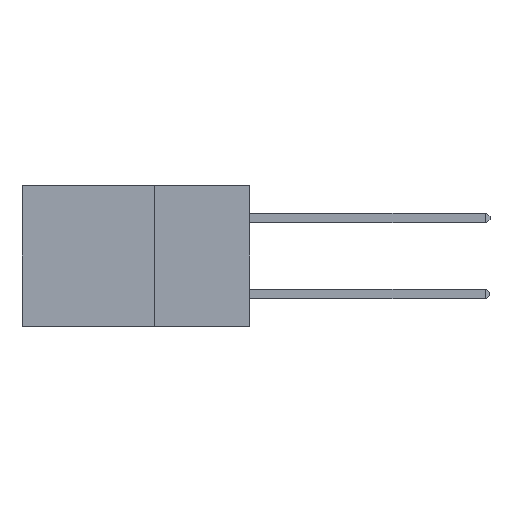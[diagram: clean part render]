
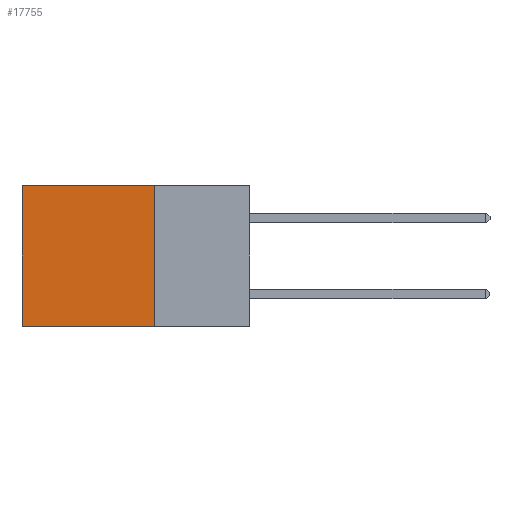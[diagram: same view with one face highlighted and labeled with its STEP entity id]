
A CAD part, left-side view. The second image highlights one B-rep face of the part: STEP entity #17755.
In plain terms, the highlighted planar face has unit normal (-1, 0, 0).
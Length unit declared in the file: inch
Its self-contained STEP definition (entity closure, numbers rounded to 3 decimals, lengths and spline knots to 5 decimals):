
#108 = CARTESIAN_POINT ( 'NONE',  ( 0.2875, 0.6, -0.37 ) ) ;
#858 = ORIENTED_EDGE ( 'NONE', *, *, #19558, .F. ) ;
#1057 = VERTEX_POINT ( 'NONE', #3388 ) ;
#1316 = VERTEX_POINT ( 'NONE', #7602 ) ;
#2887 = VERTEX_POINT ( 'NONE', #8113 ) ;
#3388 = CARTESIAN_POINT ( 'NONE',  ( 0.2875, 0.25, -0.37 ) ) ;
#3502 = ORIENTED_EDGE ( 'NONE', *, *, #6533, .T. ) ;
#4408 = CARTESIAN_POINT ( 'NONE',  ( 0.2875, 0.25, -0.37 ) ) ;
#4617 = CARTESIAN_POINT ( 'NONE',  ( 0.2875, 0.6, 0. ) ) ;
#5721 = VECTOR ( 'NONE', #19370, 39.37008 ) ;
#6076 = EDGE_CURVE ( 'NONE', #1057, #6389, #13841, .T. ) ;
#6294 = DIRECTION ( 'NONE',  ( 0., 0., -1. ) ) ;
#6389 = VERTEX_POINT ( 'NONE', #108 ) ;
#6533 = EDGE_CURVE ( 'NONE', #2887, #6389, #9585, .T. ) ;
#6542 = DIRECTION ( 'NONE',  ( 0., 0., -1. ) ) ;
#6545 = CARTESIAN_POINT ( 'NONE',  ( 0.2875, 0.25, 0. ) ) ;
#6769 = LINE ( 'NONE', #6545, #5721 ) ;
#7161 = CARTESIAN_POINT ( 'NONE',  ( 0.2875, 0.25, 0. ) ) ;
#7602 = CARTESIAN_POINT ( 'NONE',  ( 0.2875, 0.25, 0. ) ) ;
#8113 = CARTESIAN_POINT ( 'NONE',  ( 0.2875, 0.6, 0. ) ) ;
#8585 = VECTOR ( 'NONE', #15713, 39.37008 ) ;
#9585 = LINE ( 'NONE', #4617, #17589 ) ;
#11340 = CARTESIAN_POINT ( 'NONE',  ( 0.2875, 0.25, 0. ) ) ;
#11418 = EDGE_CURVE ( 'NONE', #1316, #2887, #19588, .T. ) ;
#11592 = VECTOR ( 'NONE', #15185, 39.37008 ) ;
#13841 = LINE ( 'NONE', #4408, #8585 ) ;
#14547 = PLANE ( 'NONE',  #15176 ) ;
#15176 = AXIS2_PLACEMENT_3D ( 'NONE', #11340, #16147, #6542 ) ;
#15185 = DIRECTION ( 'NONE',  ( 0., 1., 0. ) ) ;
#15267 = ORIENTED_EDGE ( 'NONE', *, *, #11418, .T. ) ;
#15372 = FACE_OUTER_BOUND ( 'NONE', #15950, .T. ) ;
#15713 = DIRECTION ( 'NONE',  ( 0., 1., 0. ) ) ;
#15950 = EDGE_LOOP ( 'NONE', ( #3502, #18152, #858, #15267 ) ) ;
#16147 = DIRECTION ( 'NONE',  ( 1., 0., 0. ) ) ;
#17589 = VECTOR ( 'NONE', #6294, 39.37008 ) ;
#17755 = ADVANCED_FACE ( 'NONE', ( #15372 ), #14547, .F. ) ;
#18152 = ORIENTED_EDGE ( 'NONE', *, *, #6076, .F. ) ;
#19370 = DIRECTION ( 'NONE',  ( 0., 0., -1. ) ) ;
#19558 = EDGE_CURVE ( 'NONE', #1316, #1057, #6769, .T. ) ;
#19588 = LINE ( 'NONE', #7161, #11592 ) ;
